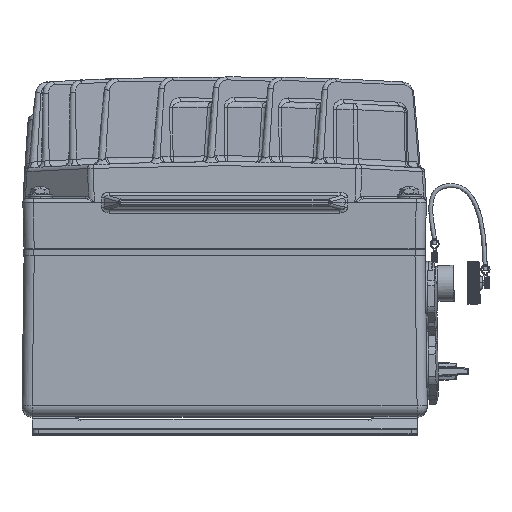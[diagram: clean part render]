
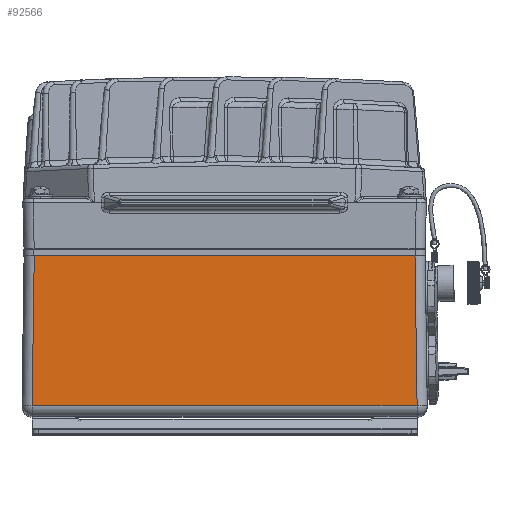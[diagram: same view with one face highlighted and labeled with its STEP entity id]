
A CAD part, top view. The second image highlights one B-rep face of the part: STEP entity #92566.
In plain terms, the highlighted planar face has unit normal (0, 0.014, 1).
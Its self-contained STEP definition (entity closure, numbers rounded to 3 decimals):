
#11883=CARTESIAN_POINT('',(93.893,79.3,148.893));
#11885=DIRECTION('',(-1.,0.,0.));
#11886=VECTOR('',#11885,187.786);
#11887=CARTESIAN_POINT('',(93.893,79.3,148.893));
#11888=LINE('',#11887,#11886);
#11925=DIRECTION('',(0.014,-1.,0.014));
#11926=VECTOR('',#11925,74.245);
#11927=CARTESIAN_POINT('',(93.893,79.3,148.893));
#11928=LINE('',#11927,#11926);
#11929=DIRECTION('',(0.014,1.,-0.014));
#11930=VECTOR('',#11929,74.245);
#11931=CARTESIAN_POINT('',(-94.93,5.07,
149.929));
#11932=LINE('',#11931,#11930);
#12238=DIRECTION('',(1.,0.,0.));
#12239=VECTOR('',#12238,189.859);
#12240=CARTESIAN_POINT('',(-94.93,5.07,
149.929));
#12241=LINE('',#12240,#12239);
#75237=VERTEX_POINT('',#11883);
#75238=CARTESIAN_POINT('',(-93.893,79.3,148.893));
#75239=VERTEX_POINT('',#75238);
#75251=CARTESIAN_POINT('',(-94.93,5.07,
149.929));
#75252=VERTEX_POINT('',#75251);
#75253=CARTESIAN_POINT('',(94.93,5.07,149.929));
#75254=VERTEX_POINT('',#75253);
#92553=CARTESIAN_POINT('',(-105.76,0.,150.));
#92554=DIRECTION('',(0.,0.014,1.));
#92555=DIRECTION('',(-1.,0.,0.));
#92556=AXIS2_PLACEMENT_3D('',#92553,#92554,#92555);
#92557=PLANE('',#92556);
#92558=ORIENTED_EDGE('',*,*,#92450,.F.);
#92560=ORIENTED_EDGE('',*,*,#92559,.T.);
#92562=ORIENTED_EDGE('',*,*,#92561,.F.);
#92563=ORIENTED_EDGE('',*,*,#92538,.T.);
#92564=EDGE_LOOP('',(#92558,#92560,#92562,#92563));
#92565=FACE_OUTER_BOUND('',#92564,.F.);
#92566=ADVANCED_FACE('',(#92565),#92557,.T.);
#92450=EDGE_CURVE('',#75237,#75239,#11888,.T.);
#92538=EDGE_CURVE('',#75252,#75239,#11932,.T.);
#92559=EDGE_CURVE('',#75237,#75254,#11928,.T.);
#92561=EDGE_CURVE('',#75252,#75254,#12241,.T.);
